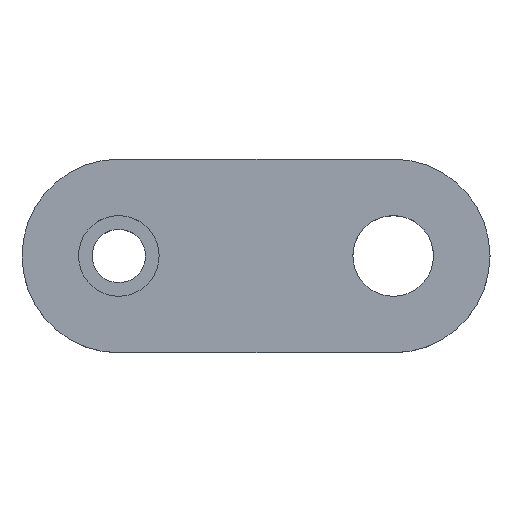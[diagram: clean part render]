
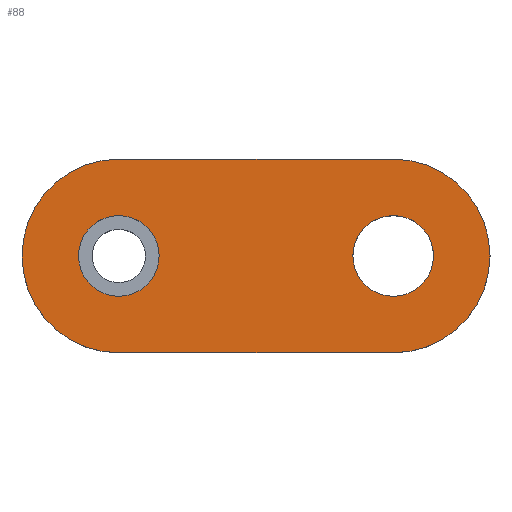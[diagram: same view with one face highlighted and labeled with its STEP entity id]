
A CAD part, top view. The second image highlights one B-rep face of the part: STEP entity #88.
In plain terms, the highlighted planar face has unit normal (0, 0, 1).
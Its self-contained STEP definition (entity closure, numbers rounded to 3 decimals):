
#10 = VECTOR ( 'NONE', #460, 1000. ) ;
#19 = EDGE_LOOP ( 'NONE', ( #335, #250 ) ) ;
#29 = CARTESIAN_POINT ( 'NONE',  ( 17., 0., 5. ) ) ;
#43 = DIRECTION ( 'NONE',  ( 0., 0., 1. ) ) ;
#44 = EDGE_CURVE ( 'NONE', #391, #568, #228, .T. ) ;
#60 = DIRECTION ( 'NONE',  ( 1., 0., 0. ) ) ;
#79 = DIRECTION ( 'NONE',  ( 1., 0., 0. ) ) ;
#88 = ADVANCED_FACE ( 'NONE', ( #560, #590, #199 ), #314, .T. ) ;
#104 = VERTEX_POINT ( 'NONE', #503 ) ;
#106 = CARTESIAN_POINT ( 'NONE',  ( 19.5, 0., 5. ) ) ;
#112 = CARTESIAN_POINT ( 'NONE',  ( 17., 0., 5. ) ) ;
#115 = CIRCLE ( 'NONE', #216, 2.5 ) ;
#143 = LINE ( 'NONE', #274, #10 ) ;
#149 = EDGE_CURVE ( 'NONE', #463, #607, #143, .T. ) ;
#152 = DIRECTION ( 'NONE',  ( 1., 0., 0. ) ) ;
#154 = AXIS2_PLACEMENT_3D ( 'NONE', #112, #197, #338 ) ;
#168 = CARTESIAN_POINT ( 'NONE',  ( 17., -6., 5. ) ) ;
#171 = CARTESIAN_POINT ( 'NONE',  ( 14.5, 0., 5. ) ) ;
#172 = VERTEX_POINT ( 'NONE', #561 ) ;
#177 = DIRECTION ( 'NONE',  ( 0., 0., 1. ) ) ;
#184 = AXIS2_PLACEMENT_3D ( 'NONE', #428, #516, #563 ) ;
#197 = DIRECTION ( 'NONE',  ( 0., 0., 1. ) ) ;
#199 = FACE_OUTER_BOUND ( 'NONE', #230, .T. ) ;
#201 = DIRECTION ( 'NONE',  ( 0., 0., 1. ) ) ;
#206 = DIRECTION ( 'NONE',  ( 1., 0., 0. ) ) ;
#216 = AXIS2_PLACEMENT_3D ( 'NONE', #379, #282, #60 ) ;
#217 = ORIENTED_EDGE ( 'NONE', *, *, #455, .T. ) ;
#227 = CIRCLE ( 'NONE', #154, 2.5 ) ;
#228 = CIRCLE ( 'NONE', #374, 2.5 ) ;
#230 = EDGE_LOOP ( 'NONE', ( #328, #378, #217, #272, #456 ) ) ;
#231 = AXIS2_PLACEMENT_3D ( 'NONE', #29, #353, #79 ) ;
#232 = CARTESIAN_POINT ( 'NONE',  ( 17., 6., 5. ) ) ;
#239 = AXIS2_PLACEMENT_3D ( 'NONE', #522, #330, #152 ) ;
#250 = ORIENTED_EDGE ( 'NONE', *, *, #44, .F. ) ;
#259 = ORIENTED_EDGE ( 'NONE', *, *, #276, .F. ) ;
#272 = ORIENTED_EDGE ( 'NONE', *, *, #355, .T. ) ;
#274 = CARTESIAN_POINT ( 'NONE',  ( 17., -6., 5. ) ) ;
#276 = EDGE_CURVE ( 'NONE', #423, #104, #115, .T. ) ;
#277 = CIRCLE ( 'NONE', #231, 6. ) ;
#279 = CARTESIAN_POINT ( 'NONE',  ( 2.5, 0., 5. ) ) ;
#282 = DIRECTION ( 'NONE',  ( 0., 0., 1. ) ) ;
#285 = EDGE_CURVE ( 'NONE', #104, #423, #347, .T. ) ;
#305 = DIRECTION ( 'NONE',  ( 1., 0., 0. ) ) ;
#314 = PLANE ( 'NONE',  #395 ) ;
#326 = VERTEX_POINT ( 'NONE', #232 ) ;
#328 = ORIENTED_EDGE ( 'NONE', *, *, #609, .T. ) ;
#330 = DIRECTION ( 'NONE',  ( 0., 0., 1. ) ) ;
#335 = ORIENTED_EDGE ( 'NONE', *, *, #351, .F. ) ;
#338 = DIRECTION ( 'NONE',  ( 1., 0., 0. ) ) ;
#345 = CARTESIAN_POINT ( 'NONE',  ( 0., 0., 5. ) ) ;
#347 = CIRCLE ( 'NONE', #239, 2.5 ) ;
#351 = EDGE_CURVE ( 'NONE', #568, #391, #227, .T. ) ;
#353 = DIRECTION ( 'NONE',  ( 0., 0., 1. ) ) ;
#355 = EDGE_CURVE ( 'NONE', #369, #463, #589, .T. ) ;
#369 = VERTEX_POINT ( 'NONE', #473 ) ;
#374 = AXIS2_PLACEMENT_3D ( 'NONE', #444, #43, #495 ) ;
#378 = ORIENTED_EDGE ( 'NONE', *, *, #572, .T. ) ;
#379 = CARTESIAN_POINT ( 'NONE',  ( 0., 0., 5. ) ) ;
#391 = VERTEX_POINT ( 'NONE', #106 ) ;
#395 = AXIS2_PLACEMENT_3D ( 'NONE', #452, #177, #305 ) ;
#406 = VECTOR ( 'NONE', #438, 1000. ) ;
#422 = ORIENTED_EDGE ( 'NONE', *, *, #285, .F. ) ;
#423 = VERTEX_POINT ( 'NONE', #279 ) ;
#428 = CARTESIAN_POINT ( 'NONE',  ( 0., 0., 5. ) ) ;
#438 = DIRECTION ( 'NONE',  ( -1., 0., 0. ) ) ;
#443 = CARTESIAN_POINT ( 'NONE',  ( 17., 6., 5. ) ) ;
#444 = CARTESIAN_POINT ( 'NONE',  ( 17., 0., 5. ) ) ;
#452 = CARTESIAN_POINT ( 'NONE',  ( 17., 0., 5. ) ) ;
#455 = EDGE_CURVE ( 'NONE', #172, #369, #505, .T. ) ;
#456 = ORIENTED_EDGE ( 'NONE', *, *, #149, .T. ) ;
#460 = DIRECTION ( 'NONE',  ( 1., 0., 0. ) ) ;
#463 = VERTEX_POINT ( 'NONE', #528 ) ;
#473 = CARTESIAN_POINT ( 'NONE',  ( -6., 0., 5. ) ) ;
#491 = EDGE_LOOP ( 'NONE', ( #259, #422 ) ) ;
#495 = DIRECTION ( 'NONE',  ( 1., 0., 0. ) ) ;
#503 = CARTESIAN_POINT ( 'NONE',  ( -2.5, 0., 5. ) ) ;
#505 = CIRCLE ( 'NONE', #583, 6. ) ;
#516 = DIRECTION ( 'NONE',  ( 0., 0., 1. ) ) ;
#522 = CARTESIAN_POINT ( 'NONE',  ( 0., 0., 5. ) ) ;
#528 = CARTESIAN_POINT ( 'NONE',  ( 0., -6., 5. ) ) ;
#560 = FACE_BOUND ( 'NONE', #491, .T. ) ;
#561 = CARTESIAN_POINT ( 'NONE',  ( 0., 6., 5. ) ) ;
#563 = DIRECTION ( 'NONE',  ( 1., 0., 0. ) ) ;
#568 = VERTEX_POINT ( 'NONE', #171 ) ;
#572 = EDGE_CURVE ( 'NONE', #326, #172, #582, .T. ) ;
#582 = LINE ( 'NONE', #443, #406 ) ;
#583 = AXIS2_PLACEMENT_3D ( 'NONE', #345, #201, #206 ) ;
#589 = CIRCLE ( 'NONE', #184, 6. ) ;
#590 = FACE_BOUND ( 'NONE', #19, .T. ) ;
#607 = VERTEX_POINT ( 'NONE', #168 ) ;
#609 = EDGE_CURVE ( 'NONE', #607, #326, #277, .T. ) ;
